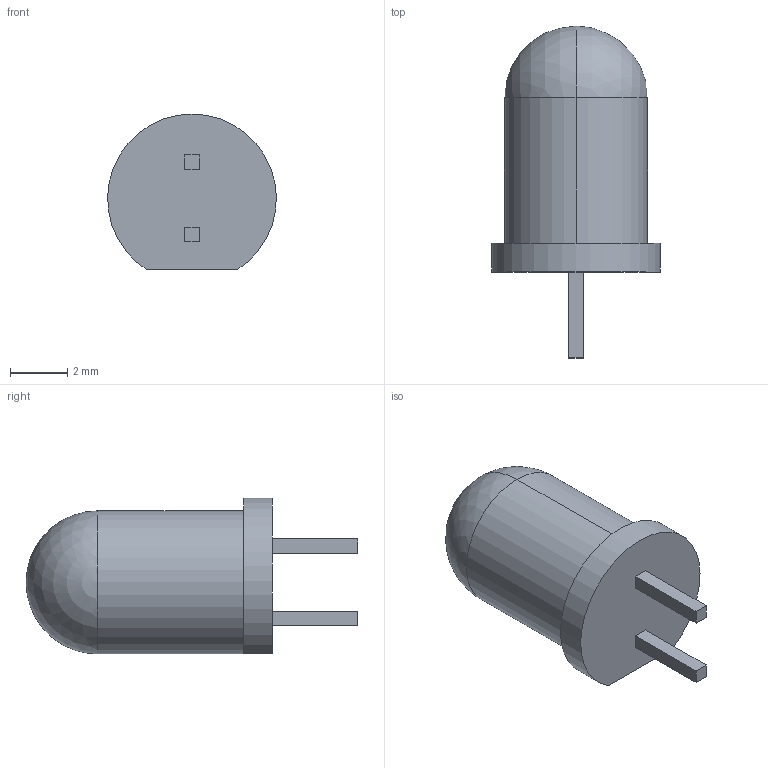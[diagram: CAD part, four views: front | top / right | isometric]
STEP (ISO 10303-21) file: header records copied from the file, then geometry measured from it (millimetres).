
FILE_DESCRIPTION (( 'STEP AP214' ), '1' );
FILE_NAME ('5mm_RED_LED_3V.STEP', '2024-12-30T12:39:31', ( '' ), ( '' ), 'SwSTEP 2.0', 'SolidWorks 2023', '' );
FILE_SCHEMA (( 'AUTOMOTIVE_DESIGN' ));
Length unit declared in the file: millimetre
Products named in the file (1): 5mm_RED_LED_3V
Bounding box: 5.9 x 11.6 x 5.45 mm (x, y, z)
Volume: 160.7 mm3; surface area: 182.9 mm2
Topology: 1 solids, 1 shells, 18 faces, 43 edges, 27 vertices
Faces by surface type: plane 13, cylinder 3, sphere 2
Entity records: 620 total; most frequent: DIRECTION 85, CARTESIAN_POINT 83, ORIENTED_EDGE 78, EDGE_CURVE 39, LINE 31, VECTOR 31, AXIS2_PLACEMENT_3D 27, VERTEX_POINT 25
